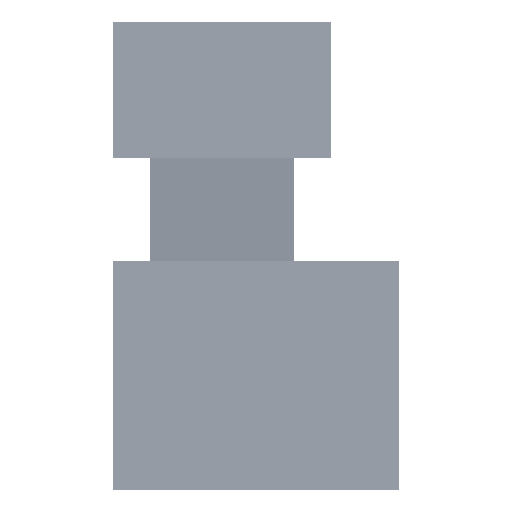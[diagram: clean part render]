
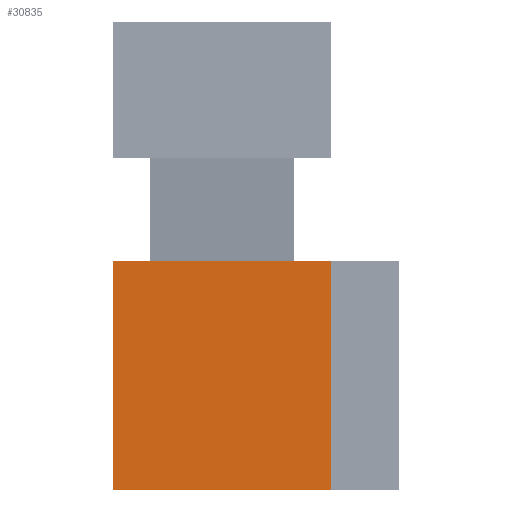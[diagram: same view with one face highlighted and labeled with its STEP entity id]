
A CAD part, left-side view. The second image highlights one B-rep face of the part: STEP entity #30835.
In plain terms, the highlighted planar face has unit normal (-1, 0, 0).
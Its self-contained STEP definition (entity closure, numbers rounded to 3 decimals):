
#5813=ORIENTED_EDGE('',*,*,#10501,.T.);
#5814=ORIENTED_EDGE('',*,*,#12644,.F.);
#5815=ORIENTED_EDGE('',*,*,#10009,.F.);
#5816=ORIENTED_EDGE('',*,*,#12643,.T.);
#10009=EDGE_CURVE('',#14479,#14480,#17369,.T.);
#10501=EDGE_CURVE('',#14972,#14971,#17861,.T.);
#12643=EDGE_CURVE('',#14479,#14972,#20003,.T.);
#12644=EDGE_CURVE('',#14480,#14971,#20004,.T.);
#14479=VERTEX_POINT('',#41888);
#14480=VERTEX_POINT('',#41890);
#14971=VERTEX_POINT('',#42873);
#14972=VERTEX_POINT('',#42875);
#17369=LINE('',#41889,#21235);
#17861=LINE('',#42874,#21727);
#20003=LINE('',#47156,#23869);
#20004=LINE('',#47158,#23870);
#21235=VECTOR('',#33654,1000.);
#21727=VECTOR('',#34148,1000.);
#23869=VECTOR('',#38172,1000.);
#23870=VECTOR('',#38175,1000.);
#26160=EDGE_LOOP('',(#5813,#5814,#5815,#5816));
#27886=FACE_BOUND('',#26160,.T.);
#29488=PLANE('',#32405);
#30835=ADVANCED_FACE('',(#27886),#29488,.F.);
#32405=AXIS2_PLACEMENT_3D('',#47157,#38173,#38174);
#33654=DIRECTION('',(0.,-1.,0.));
#34148=DIRECTION('',(0.,-1.,0.));
#38172=DIRECTION('',(0.,0.,-1.));
#38173=DIRECTION('',(1.,0.,0.));
#38174=DIRECTION('',(0.,0.,-1.));
#38175=DIRECTION('',(0.,0.,-1.));
#41888=CARTESIAN_POINT('',(-21.145,1.525,1.6));
#41889=CARTESIAN_POINT('',(-21.145,1.525,1.6));
#41890=CARTESIAN_POINT('',(-21.145,-1.525,1.6));
#42873=CARTESIAN_POINT('',(-21.145,-1.525,-1.6));
#42874=CARTESIAN_POINT('',(-21.145,1.525,-1.6));
#42875=CARTESIAN_POINT('',(-21.145,1.525,-1.6));
#47156=CARTESIAN_POINT('',(-21.145,1.525,1.6));
#47157=CARTESIAN_POINT('',(-21.145,1.525,1.6));
#47158=CARTESIAN_POINT('',(-21.145,-1.525,1.6));
